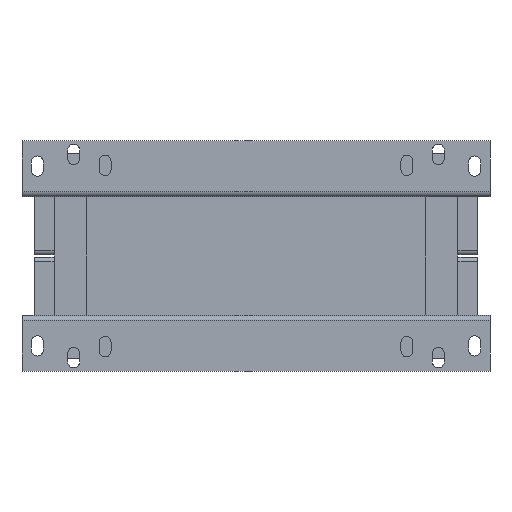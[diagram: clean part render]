
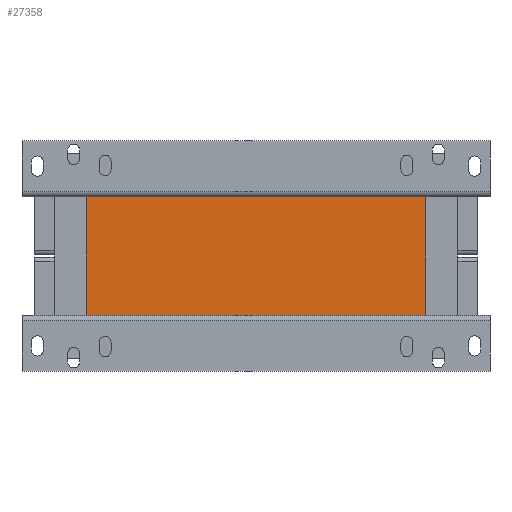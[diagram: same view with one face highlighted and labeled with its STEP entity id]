
A CAD part, front view. The second image highlights one B-rep face of the part: STEP entity #27358.
In plain terms, the highlighted planar face has unit normal (0, -1, 0).
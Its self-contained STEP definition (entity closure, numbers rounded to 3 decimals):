
#316 = VECTOR ( 'NONE', #20404, 1000. ) ;
#1187 = VECTOR ( 'NONE', #17512, 1000. ) ;
#2003 = CARTESIAN_POINT ( 'NONE',  ( -200., -200., 70. ) ) ;
#2215 = EDGE_CURVE ( 'Defeature ausgef�hrt2_14+Defeature ausgef�hrt2_8+Defeature ausgef�hrt2_695+Defeature ausgef�hrt2_696', #7564, #23002, #5673, .T. ) ;
#3200 = CARTESIAN_POINT ( 'NONE',  ( -200., -200., -70. ) ) ;
#4361 = CARTESIAN_POINT ( 'NONE',  ( -200., -200., 70. ) ) ;
#4623 = CARTESIAN_POINT ( 'NONE',  ( -200., -200., -70. ) ) ;
#4725 = VECTOR ( 'NONE', #33558, 1000. ) ;
#5673 = LINE ( 'NONE', #2003, #316 ) ;
#6758 = AXIS2_PLACEMENT_3D ( 'NONE', #4361, #9820, #9596 ) ;
#6818 = ORIENTED_EDGE ( 'NONE', *, *, #33548, .T. ) ;
#7564 = VERTEX_POINT ( 'NONE', #19327 ) ;
#7574 = VECTOR ( 'NONE', #13750, 1000. ) ;
#8506 = CARTESIAN_POINT ( 'NONE',  ( 200., -200., -70. ) ) ;
#8912 = EDGE_CURVE ( 'Defeature ausgef�hrt2_9+Defeature ausgef�hrt2_14+Defeature ausgef�hrt2_695+Defeature ausgef�hrt2_696', #16875, #19815, #27709, .T. ) ;
#9596 = DIRECTION ( 'NONE',  ( 0., 0., 1. ) ) ;
#9820 = DIRECTION ( 'NONE',  ( 0., 1., 0. ) ) ;
#9843 = EDGE_CURVE ( 'Defeature ausgef�hrt2_695+Defeature ausgef�hrt2_14+Defeature ausgef�hrt2_8+Defeature ausgef�hrt2_9', #7564, #16875, #26664, .T. ) ;
#12314 = ORIENTED_EDGE ( 'NONE', *, *, #8912, .F. ) ;
#12527 = CARTESIAN_POINT ( 'NONE',  ( -200., -200., 70. ) ) ;
#12923 = LINE ( 'NONE', #3200, #7574 ) ;
#13750 = DIRECTION ( 'NONE',  ( 1., 0., 0. ) ) ;
#13963 = ORIENTED_EDGE ( 'NONE', *, *, #2215, .T. ) ;
#16875 = VERTEX_POINT ( 'NONE', #28001 ) ;
#16989 = ORIENTED_EDGE ( 'NONE', *, *, #9843, .F. ) ;
#17353 = PLANE ( 'NONE',  #6758 ) ;
#17512 = DIRECTION ( 'NONE',  ( 1., 0., 0. ) ) ;
#19327 = CARTESIAN_POINT ( 'NONE',  ( -200., -200., 70. ) ) ;
#19815 = VERTEX_POINT ( 'NONE', #8506 ) ;
#20404 = DIRECTION ( 'NONE',  ( 0., 0., -1. ) ) ;
#23002 = VERTEX_POINT ( 'NONE', #4623 ) ;
#24911 = EDGE_LOOP ( 'NONE', ( #6818, #12314, #16989, #13963 ) ) ;
#26014 = FACE_OUTER_BOUND ( 'NONE', #24911, .T. ) ;
#26664 = LINE ( 'NONE', #12527, #1187 ) ;
#27358 = ADVANCED_FACE ( 'Defeature ausgef�hrt2_14', ( #26014 ), #17353, .F. ) ;
#27709 = LINE ( 'NONE', #28335, #4725 ) ;
#28001 = CARTESIAN_POINT ( 'NONE',  ( 200., -200., 70. ) ) ;
#28335 = CARTESIAN_POINT ( 'NONE',  ( 200., -200., 70. ) ) ;
#33548 = EDGE_CURVE ( 'Defeature ausgef�hrt2_14+Defeature ausgef�hrt2_696+Defeature ausgef�hrt2_8+Defeature ausgef�hrt2_9', #23002, #19815, #12923, .T. ) ;
#33558 = DIRECTION ( 'NONE',  ( 0., 0., -1. ) ) ;
